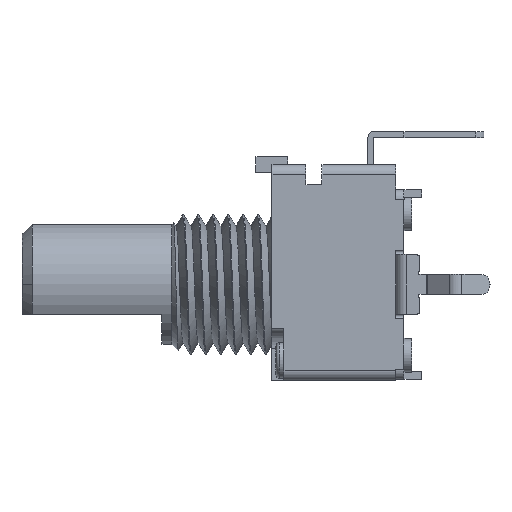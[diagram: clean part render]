
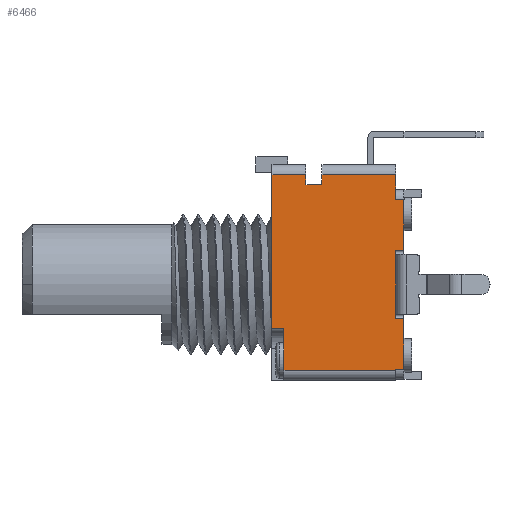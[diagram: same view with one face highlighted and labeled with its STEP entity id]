
A CAD part, left-side view. The second image highlights one B-rep face of the part: STEP entity #6466.
In plain terms, the highlighted planar face has unit normal (-1, 0, 0).
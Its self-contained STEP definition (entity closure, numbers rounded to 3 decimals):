
#581 = EDGE_CURVE('',#582,#584,#586,.T.);
#582 = VERTEX_POINT('',#583);
#583 = CARTESIAN_POINT('',(-15.367,0.578,
    16.191));
#584 = VERTEX_POINT('',#585);
#585 = CARTESIAN_POINT('',(-15.367,0.578,
    19.591));
#586 = LINE('',#587,#588);
#587 = CARTESIAN_POINT('',(-15.367,0.578,
    13.591));
#588 = VECTOR('',#589,1.);
#589 = DIRECTION('',(0.,0.,1.));
#664 = EDGE_CURVE('',#665,#582,#667,.T.);
#665 = VERTEX_POINT('',#666);
#666 = CARTESIAN_POINT('',(-15.367,0.178,
    16.191));
#667 = LINE('',#668,#669);
#668 = CARTESIAN_POINT('',(-15.367,-26.692,
    16.191));
#669 = VECTOR('',#670,1.);
#670 = DIRECTION('',(0.,1.,0.));
#791 = EDGE_CURVE('',#792,#794,#796,.T.);
#792 = VERTEX_POINT('',#793);
#793 = CARTESIAN_POINT('',(-15.367,0.578,
    22.141));
#794 = VERTEX_POINT('',#795);
#795 = CARTESIAN_POINT('',(-15.367,0.578,
    23.391));
#796 = LINE('',#797,#798);
#797 = CARTESIAN_POINT('',(-15.367,0.578,
    13.591));
#798 = VECTOR('',#799,1.);
#799 = DIRECTION('',(0.,0.,1.));
#2348 = VERTEX_POINT('',#2349);
#2349 = CARTESIAN_POINT('',(-15.367,6.778,
    15.691));
#2355 = EDGE_CURVE('',#2348,#2356,#2358,.T.);
#2356 = VERTEX_POINT('',#2357);
#2357 = CARTESIAN_POINT('',(-15.367,6.778,
    23.391));
#2358 = LINE('',#2359,#2360);
#2359 = CARTESIAN_POINT('',(-15.367,6.778,
    13.591));
#2360 = VECTOR('',#2361,1.);
#2361 = DIRECTION('',(0.,0.,1.));
#2693 = VERTEX_POINT('',#2694);
#2694 = CARTESIAN_POINT('',(-15.367,6.178,
    15.691));
#2700 = EDGE_CURVE('',#2693,#2348,#2701,.T.);
#2701 = LINE('',#2702,#2703);
#2702 = CARTESIAN_POINT('',(-15.367,6.178,
    15.691));
#2703 = VECTOR('',#2704,1.);
#2704 = DIRECTION('',(0.,1.,0.));
#2714 = EDGE_CURVE('',#2356,#2715,#2717,.T.);
#2715 = VERTEX_POINT('',#2716);
#2716 = CARTESIAN_POINT('',(-15.367,5.078,
    23.391));
#2717 = LINE('',#2718,#2719);
#2718 = CARTESIAN_POINT('',(-15.367,6.778,
    23.391));
#2719 = VECTOR('',#2720,1.);
#2720 = DIRECTION('',(-0.,-1.,-0.));
#2739 = EDGE_CURVE('',#2740,#2715,#2742,.T.);
#2740 = VERTEX_POINT('',#2741);
#2741 = CARTESIAN_POINT('',(-15.367,5.078,
    22.891));
#2742 = LINE('',#2743,#2744);
#2743 = CARTESIAN_POINT('',(-15.367,5.078,
    13.591));
#2744 = VECTOR('',#2745,1.);
#2745 = DIRECTION('',(0.,0.,1.));
#2875 = EDGE_CURVE('',#2740,#2876,#2878,.T.);
#2876 = VERTEX_POINT('',#2877);
#2877 = CARTESIAN_POINT('',(-15.367,4.278,
    22.891));
#2878 = LINE('',#2879,#2880);
#2879 = CARTESIAN_POINT('',(-15.367,4.278,
    22.891));
#2880 = VECTOR('',#2881,1.);
#2881 = DIRECTION('',(-0.,-1.,-0.));
#2905 = EDGE_CURVE('',#2906,#2693,#2908,.T.);
#2906 = VERTEX_POINT('',#2907);
#2907 = CARTESIAN_POINT('',(-15.367,6.178,
    13.591));
#2908 = LINE('',#2909,#2910);
#2909 = CARTESIAN_POINT('',(-15.367,6.178,
    13.091));
#2910 = VECTOR('',#2911,1.);
#2911 = DIRECTION('',(0.,0.,1.));
#2959 = EDGE_CURVE('',#2876,#2960,#2962,.T.);
#2960 = VERTEX_POINT('',#2961);
#2961 = CARTESIAN_POINT('',(-15.367,4.278,
    23.391));
#2962 = LINE('',#2963,#2964);
#2963 = CARTESIAN_POINT('',(-15.367,4.278,
    13.591));
#2964 = VECTOR('',#2965,1.);
#2965 = DIRECTION('',(0.,0.,1.));
#3006 = EDGE_CURVE('',#2960,#794,#3007,.T.);
#3007 = LINE('',#3008,#3009);
#3008 = CARTESIAN_POINT('',(-15.367,4.278,
    23.391));
#3009 = VECTOR('',#3010,1.);
#3010 = DIRECTION('',(-0.,-1.,-0.));
#3137 = VERTEX_POINT('',#3138);
#3138 = CARTESIAN_POINT('',(-15.367,0.178,
    22.141));
#3152 = EDGE_CURVE('',#3137,#792,#3153,.T.);
#3153 = LINE('',#3154,#3155);
#3154 = CARTESIAN_POINT('',(-15.367,-26.692,
    22.141));
#3155 = VECTOR('',#3156,1.);
#3156 = DIRECTION('',(0.,1.,0.));
#3419 = EDGE_CURVE('',#3420,#3137,#3422,.T.);
#3420 = VERTEX_POINT('',#3421);
#3421 = CARTESIAN_POINT('',(-15.367,0.178,
    19.591));
#3422 = LINE('',#3423,#3424);
#3423 = CARTESIAN_POINT('',(-15.367,0.178,
    13.141));
#3424 = VECTOR('',#3425,1.);
#3425 = DIRECTION('',(0.,0.,1.));
#3476 = EDGE_CURVE('',#3477,#665,#3479,.T.);
#3477 = VERTEX_POINT('',#3478);
#3478 = CARTESIAN_POINT('',(-15.367,0.178,
    13.641));
#3479 = LINE('',#3480,#3481);
#3480 = CARTESIAN_POINT('',(-15.367,0.178,
    13.141));
#3481 = VECTOR('',#3482,1.);
#3482 = DIRECTION('',(0.,0.,1.));
#3814 = EDGE_CURVE('',#3815,#3817,#3819,.T.);
#3815 = VERTEX_POINT('',#3816);
#3816 = CARTESIAN_POINT('',(-15.367,0.578,
    13.591));
#3817 = VERTEX_POINT('',#3818);
#3818 = CARTESIAN_POINT('',(-15.367,0.578,
    13.641));
#3819 = LINE('',#3820,#3821);
#3820 = CARTESIAN_POINT('',(-15.367,0.578,
    13.591));
#3821 = VECTOR('',#3822,1.);
#3822 = DIRECTION('',(0.,0.,1.));
#4071 = EDGE_CURVE('',#3817,#3477,#4072,.T.);
#4072 = LINE('',#4073,#4074);
#4073 = CARTESIAN_POINT('',(-15.367,-26.692,
    13.641));
#4074 = VECTOR('',#4075,1.);
#4075 = DIRECTION('',(0.,-1.,0.));
#4159 = EDGE_CURVE('',#3420,#584,#4160,.T.);
#4160 = LINE('',#4161,#4162);
#4161 = CARTESIAN_POINT('',(-15.367,-26.692,
    19.591));
#4162 = VECTOR('',#4163,1.);
#4163 = DIRECTION('',(0.,1.,0.));
#6466 = ADVANCED_FACE('',(#6467),#6492,.T.);
#6467 = FACE_BOUND('',#6468,.T.);
#6468 = EDGE_LOOP('',(#6469,#6470,#6471,#6472,#6478,#6479,#6480,#6481,
    #6482,#6483,#6484,#6485,#6486,#6487,#6488,#6489,#6490,#6491));
#6469 = ORIENTED_EDGE('',*,*,#2355,.F.);
#6470 = ORIENTED_EDGE('',*,*,#2700,.F.);
#6471 = ORIENTED_EDGE('',*,*,#2905,.F.);
#6472 = ORIENTED_EDGE('',*,*,#6473,.T.);
#6473 = EDGE_CURVE('',#2906,#3815,#6474,.T.);
#6474 = LINE('',#6475,#6476);
#6475 = CARTESIAN_POINT('',(-15.367,6.778,
    13.591));
#6476 = VECTOR('',#6477,1.);
#6477 = DIRECTION('',(-0.,-1.,-0.));
#6478 = ORIENTED_EDGE('',*,*,#3814,.T.);
#6479 = ORIENTED_EDGE('',*,*,#4071,.T.);
#6480 = ORIENTED_EDGE('',*,*,#3476,.T.);
#6481 = ORIENTED_EDGE('',*,*,#664,.T.);
#6482 = ORIENTED_EDGE('',*,*,#581,.T.);
#6483 = ORIENTED_EDGE('',*,*,#4159,.F.);
#6484 = ORIENTED_EDGE('',*,*,#3419,.T.);
#6485 = ORIENTED_EDGE('',*,*,#3152,.T.);
#6486 = ORIENTED_EDGE('',*,*,#791,.T.);
#6487 = ORIENTED_EDGE('',*,*,#3006,.F.);
#6488 = ORIENTED_EDGE('',*,*,#2959,.F.);
#6489 = ORIENTED_EDGE('',*,*,#2875,.F.);
#6490 = ORIENTED_EDGE('',*,*,#2739,.T.);
#6491 = ORIENTED_EDGE('',*,*,#2714,.F.);
#6492 = PLANE('',#6493);
#6493 = AXIS2_PLACEMENT_3D('',#6494,#6495,#6496);
#6494 = CARTESIAN_POINT('',(-15.367,3.459,
    18.622));
#6495 = DIRECTION('',(-1.,-0.,-0.));
#6496 = DIRECTION('',(0.,0.,-1.));
